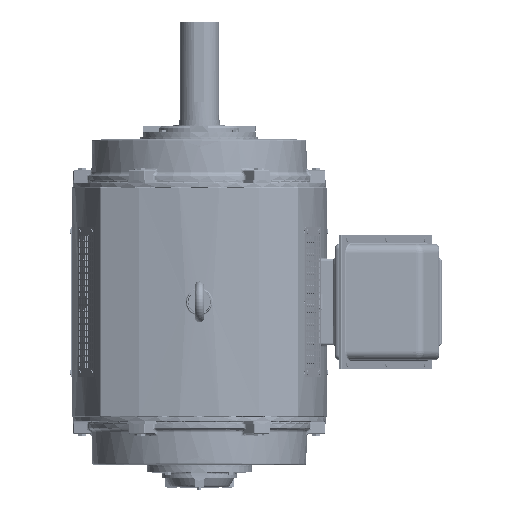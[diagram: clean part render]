
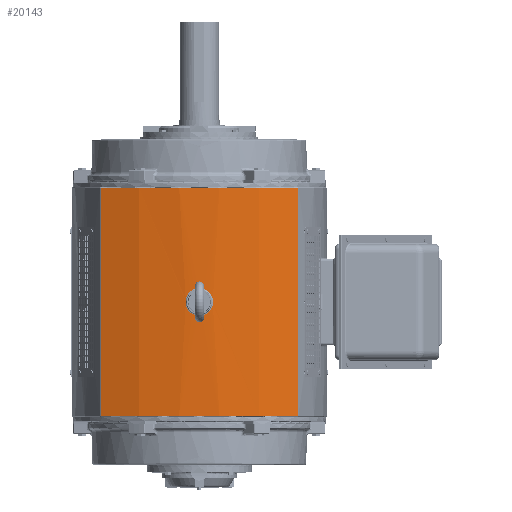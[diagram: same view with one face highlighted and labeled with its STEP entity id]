
A CAD part, top view. The second image highlights one B-rep face of the part: STEP entity #20143.
In plain terms, the highlighted cylindrical face has radius 600 mm (diameter 1200 mm), a partial arc.
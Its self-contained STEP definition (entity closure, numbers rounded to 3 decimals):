
#17903=CARTESIAN_POINT('Vertex',(-216.829,-16.5,239.451)) ;
#17910=CARTESIAN_POINT('Vertex',(-216.829,-518.5,239.451)) ;
#17913=CARTESIAN_POINT('Line Origine',(-216.829,-134.41,239.451)) ;
#20055=CARTESIAN_POINT('Axis2P3D Location',(0.,-141.86,-320.)) ;
#20060=CARTESIAN_POINT('Axis2P3D Location',(0.,-518.5,-320.)) ;
#20064=CARTESIAN_POINT('Vertex',(216.829,-518.5,239.451)) ;
#20067=CARTESIAN_POINT('Line Origine',(216.829,-134.41,239.451)) ;
#20071=CARTESIAN_POINT('Vertex',(216.829,-16.5,239.451)) ;
#20074=CARTESIAN_POINT('Axis2P3D Location',(0.,-16.5,-320.)) ;
#20086=CARTESIAN_POINT('Control Point',(30.348,-267.5,279.232)) ;
#20087=CARTESIAN_POINT('Control Point',(30.348,-271.252,279.232)) ;
#20088=CARTESIAN_POINT('Control Point',(29.774,-275.004,279.261)) ;
#20089=CARTESIAN_POINT('Control Point',(28.626,-278.638,279.319)) ;
#20090=CARTESIAN_POINT('Control Point',(24.326,-287.307,279.522)) ;
#20091=CARTESIAN_POINT('Control Point',(16.967,-293.812,279.788)) ;
#20092=CARTESIAN_POINT('Control Point',(11.61,-296.605,279.93)) ;
#20093=CARTESIAN_POINT('Control Point',(5.805,-298.,280.)) ;
#20094=CARTESIAN_POINT('Control Point',(0.,-298.,280.)) ;
#20095=CARTESIAN_POINT('Vertex',(0.,-298.,280.)) ;
#20097=CARTESIAN_POINT('Vertex',(30.348,-267.5,279.232)) ;
#20101=CARTESIAN_POINT('Control Point',(-30.348,-267.5,279.232)) ;
#20102=CARTESIAN_POINT('Control Point',(-30.348,-271.252,279.232)) ;
#20103=CARTESIAN_POINT('Control Point',(-29.774,-275.004,279.261)) ;
#20104=CARTESIAN_POINT('Control Point',(-28.626,-278.638,279.319)) ;
#20105=CARTESIAN_POINT('Control Point',(-24.326,-287.307,279.522)) ;
#20106=CARTESIAN_POINT('Control Point',(-16.967,-293.812,279.788)) ;
#20107=CARTESIAN_POINT('Control Point',(-11.61,-296.605,279.93)) ;
#20108=CARTESIAN_POINT('Control Point',(-5.805,-298.,280.)) ;
#20109=CARTESIAN_POINT('Control Point',(0.,-298.,280.)) ;
#20110=CARTESIAN_POINT('Vertex',(-30.348,-267.5,279.232)) ;
#20114=CARTESIAN_POINT('Control Point',(-30.348,-267.5,279.232)) ;
#20115=CARTESIAN_POINT('Control Point',(-30.348,-263.748,279.232)) ;
#20116=CARTESIAN_POINT('Control Point',(-29.774,-259.996,279.261)) ;
#20117=CARTESIAN_POINT('Control Point',(-28.626,-256.362,279.319)) ;
#20118=CARTESIAN_POINT('Control Point',(-24.326,-247.693,279.522)) ;
#20119=CARTESIAN_POINT('Control Point',(-16.967,-241.188,279.788)) ;
#20120=CARTESIAN_POINT('Control Point',(-11.61,-238.395,279.93)) ;
#20121=CARTESIAN_POINT('Control Point',(-5.805,-237.,280.)) ;
#20122=CARTESIAN_POINT('Control Point',(0.,-237.,280.)) ;
#20123=CARTESIAN_POINT('Vertex',(0.,-237.,280.)) ;
#20127=CARTESIAN_POINT('Control Point',(30.348,-267.5,279.232)) ;
#20128=CARTESIAN_POINT('Control Point',(30.348,-263.748,279.232)) ;
#20129=CARTESIAN_POINT('Control Point',(29.774,-259.996,279.261)) ;
#20130=CARTESIAN_POINT('Control Point',(28.626,-256.362,279.319)) ;
#20131=CARTESIAN_POINT('Control Point',(24.326,-247.693,279.522)) ;
#20132=CARTESIAN_POINT('Control Point',(16.967,-241.188,279.788)) ;
#20133=CARTESIAN_POINT('Control Point',(11.61,-238.395,279.93)) ;
#20134=CARTESIAN_POINT('Control Point',(5.805,-237.,280.)) ;
#20135=CARTESIAN_POINT('Control Point',(0.,-237.,280.)) ;
#17914=DIRECTION('Vector Direction',(0.,-1.,0.)) ;
#20056=DIRECTION('Axis2P3D Direction',(0.,1.,0.)) ;
#20057=DIRECTION('Axis2P3D XDirection',(0.,0.,1.)) ;
#20061=DIRECTION('Axis2P3D Direction',(0.,1.,0.)) ;
#20068=DIRECTION('Vector Direction',(0.,1.,0.)) ;
#20075=DIRECTION('Axis2P3D Direction',(0.,1.,0.)) ;
#20058=AXIS2_PLACEMENT_3D('Cylinder Axis2P3D',#20055,#20056,#20057) ;
#20062=AXIS2_PLACEMENT_3D('Circle Axis2P3D',#20060,#20061,$) ;
#20076=AXIS2_PLACEMENT_3D('Circle Axis2P3D',#20074,#20075,$) ;
#20080=ORIENTED_EDGE('',*,*,#17917,.F.) ;
#20081=ORIENTED_EDGE('',*,*,#20066,.F.) ;
#20082=ORIENTED_EDGE('',*,*,#20073,.T.) ;
#20083=ORIENTED_EDGE('',*,*,#20078,.T.) ;
#20138=ORIENTED_EDGE('',*,*,#20099,.F.) ;
#20139=ORIENTED_EDGE('',*,*,#20112,.T.) ;
#20140=ORIENTED_EDGE('',*,*,#20125,.F.) ;
#20141=ORIENTED_EDGE('',*,*,#20136,.T.) ;
#20142=FACE_BOUND('',#20137,.T.) ;
#17915=VECTOR('Line Direction',#17914,1.) ;
#20069=VECTOR('Line Direction',#20068,1.) ;
#20143=ADVANCED_FACE('PartBody',(#20084,#20142),#20059,.T.) ;
#20085=B_SPLINE_CURVE_WITH_KNOTS('',5,(#20086,#20087,#20088,#20089,#20090,#20091,#20092,#20093,#20094),.UNSPECIFIED.,.F.,.U.,(6,3,6),(96.62,121.88,161.052),.UNSPECIFIED.) ;
#20100=B_SPLINE_CURVE_WITH_KNOTS('',5,(#20101,#20102,#20103,#20104,#20105,#20106,#20107,#20108,#20109),.UNSPECIFIED.,.F.,.U.,(6,3,6),(96.62,121.88,161.052),.UNSPECIFIED.) ;
#20113=B_SPLINE_CURVE_WITH_KNOTS('',5,(#20114,#20115,#20116,#20117,#20118,#20119,#20120,#20121,#20122),.UNSPECIFIED.,.F.,.U.,(6,3,6),(96.62,121.88,161.052),.UNSPECIFIED.) ;
#20126=B_SPLINE_CURVE_WITH_KNOTS('',5,(#20127,#20128,#20129,#20130,#20131,#20132,#20133,#20134,#20135),.UNSPECIFIED.,.F.,.U.,(6,3,6),(96.62,121.88,161.052),.UNSPECIFIED.) ;
#20063=CIRCLE('generated circle',#20062,600.) ;
#20077=CIRCLE('generated circle',#20076,600.) ;
#20059=CYLINDRICAL_SURFACE('generated cylinder',#20058,600.) ;
#17917=EDGE_CURVE('',#17911,#17904,#17916,.F.) ;
#20066=EDGE_CURVE('',#20065,#17911,#20063,.F.) ;
#20073=EDGE_CURVE('',#20065,#20072,#20070,.T.) ;
#20078=EDGE_CURVE('',#20072,#17904,#20077,.F.) ;
#20099=EDGE_CURVE('',#20096,#20098,#20085,.F.) ;
#20112=EDGE_CURVE('',#20096,#20111,#20100,.F.) ;
#20125=EDGE_CURVE('',#20124,#20111,#20113,.F.) ;
#20136=EDGE_CURVE('',#20124,#20098,#20126,.F.) ;
#20079=EDGE_LOOP('',(#20080,#20081,#20082,#20083)) ;
#20137=EDGE_LOOP('',(#20138,#20139,#20140,#20141)) ;
#20084=FACE_OUTER_BOUND('',#20079,.T.) ;
#17916=LINE('Line',#17913,#17915) ;
#20070=LINE('Line',#20067,#20069) ;
#17904=VERTEX_POINT('',#17903) ;
#17911=VERTEX_POINT('',#17910) ;
#20065=VERTEX_POINT('',#20064) ;
#20072=VERTEX_POINT('',#20071) ;
#20096=VERTEX_POINT('',#20095) ;
#20098=VERTEX_POINT('',#20097) ;
#20111=VERTEX_POINT('',#20110) ;
#20124=VERTEX_POINT('',#20123) ;
